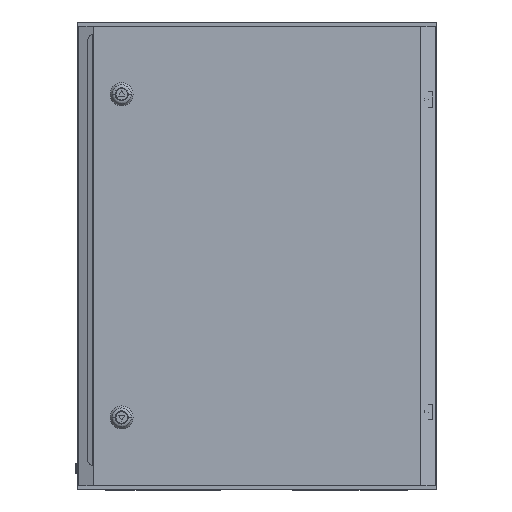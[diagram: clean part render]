
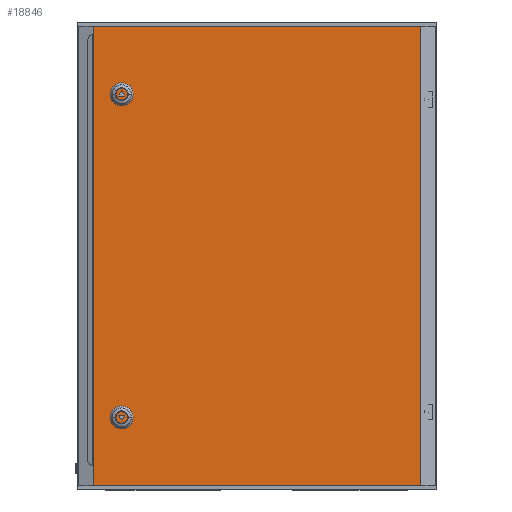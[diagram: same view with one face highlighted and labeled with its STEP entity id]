
A CAD part, top view. The second image highlights one B-rep face of the part: STEP entity #18846.
In plain terms, the highlighted planar face has unit normal (-0.002, 0, 1).
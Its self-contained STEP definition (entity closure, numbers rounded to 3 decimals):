
#295 = CIRCLE ( 'NONE', #15028, 1.5 ) ;
#434 = EDGE_CURVE ( 'NONE', #11081, #7009, #9534, .T. ) ;
#1534 = FACE_BOUND ( 'NONE', #11800, .T. ) ;
#1758 = ORIENTED_EDGE ( 'NONE', *, *, #5306, .F. ) ;
#2209 = DIRECTION ( 'NONE',  ( 0., 0., 1. ) ) ;
#2252 = CARTESIAN_POINT ( 'NONE',  ( -227.921, 320., 0. ) ) ;
#2732 = ORIENTED_EDGE ( 'NONE', *, *, #3390, .F. ) ;
#2868 = ORIENTED_EDGE ( 'NONE', *, *, #13873, .F. ) ;
#3390 = EDGE_CURVE ( 'NONE', #22892, #21706, #11960, .T. ) ;
#3400 = CARTESIAN_POINT ( 'NONE',  ( -227.921, -320., 0. ) ) ;
#3718 = AXIS2_PLACEMENT_3D ( 'NONE', #2252, #15340, #4181 ) ;
#4181 = DIRECTION ( 'NONE',  ( 1., 0., 0. ) ) ;
#4240 = FACE_BOUND ( 'NONE', #7143, .T. ) ;
#5306 = EDGE_CURVE ( 'NONE', #7278, #7009, #15975, .T. ) ;
#5444 = DIRECTION ( 'NONE',  ( -1., 0., 0. ) ) ;
#5531 = DIRECTION ( 'NONE',  ( 0., 0., 1. ) ) ;
#6925 = CARTESIAN_POINT ( 'NONE',  ( -190., -225., 0. ) ) ;
#7009 = VERTEX_POINT ( 'NONE', #19669 ) ;
#7143 = EDGE_LOOP ( 'NONE', ( #20667, #2732 ) ) ;
#7278 = VERTEX_POINT ( 'NONE', #17004 ) ;
#7503 = DIRECTION ( 'NONE',  ( 0., -1., 0. ) ) ;
#8287 = DIRECTION ( 'NONE',  ( 0., 0., 1. ) ) ;
#9286 = CARTESIAN_POINT ( 'NONE',  ( -227.921, 320., 0. ) ) ;
#9534 = LINE ( 'NONE', #21624, #18792 ) ;
#10279 = EDGE_CURVE ( 'NONE', #10528, #11081, #23790, .T. ) ;
#10528 = VERTEX_POINT ( 'NONE', #14448 ) ;
#10918 = FACE_OUTER_BOUND ( 'NONE', #23107, .T. ) ;
#11081 = VERTEX_POINT ( 'NONE', #9286 ) ;
#11194 = EDGE_CURVE ( 'NONE', #21706, #22892, #15375, .T. ) ;
#11441 = CARTESIAN_POINT ( 'NONE',  ( -227.921, 320., 0. ) ) ;
#11587 = CARTESIAN_POINT ( 'NONE',  ( -187., 225., 0. ) ) ;
#11769 = VECTOR ( 'NONE', #7503, 1000. ) ;
#11800 = EDGE_LOOP ( 'NONE', ( #21252, #23629 ) ) ;
#11960 = CIRCLE ( 'NONE', #20140, 1.5 ) ;
#12762 = VERTEX_POINT ( 'NONE', #18605 ) ;
#13437 = CARTESIAN_POINT ( 'NONE',  ( -188.5, -225., 0. ) ) ;
#13472 = PLANE ( 'NONE',  #3718 ) ;
#13873 = EDGE_CURVE ( 'NONE', #10528, #7278, #16713, .T. ) ;
#13940 = AXIS2_PLACEMENT_3D ( 'NONE', #19383, #8287, #21226 ) ;
#13973 = VECTOR ( 'NONE', #15191, 1000. ) ;
#14448 = CARTESIAN_POINT ( 'NONE',  ( 227.921, 320., 0. ) ) ;
#15028 = AXIS2_PLACEMENT_3D ( 'NONE', #16680, #5531, #18525 ) ;
#15191 = DIRECTION ( 'NONE',  ( -1., 0., 0. ) ) ;
#15299 = DIRECTION ( 'NONE',  ( -1., 0., 0. ) ) ;
#15340 = DIRECTION ( 'NONE',  ( 0., 0., 1. ) ) ;
#15375 = CIRCLE ( 'NONE', #20558, 1.5 ) ;
#15696 = EDGE_CURVE ( 'NONE', #12762, #22577, #22349, .T. ) ;
#15853 = CARTESIAN_POINT ( 'NONE',  ( -187., -225., 0. ) ) ;
#15975 = LINE ( 'NONE', #3400, #19716 ) ;
#16207 = DIRECTION ( 'NONE',  ( -1., 0., 0. ) ) ;
#16302 = CARTESIAN_POINT ( 'NONE',  ( -188.5, -225., 0. ) ) ;
#16333 = DIRECTION ( 'NONE',  ( 0., 0., 1. ) ) ;
#16396 = ORIENTED_EDGE ( 'NONE', *, *, #10279, .T. ) ;
#16680 = CARTESIAN_POINT ( 'NONE',  ( -188.5, 225., 0. ) ) ;
#16713 = LINE ( 'NONE', #24097, #11769 ) ;
#17004 = CARTESIAN_POINT ( 'NONE',  ( 227.921, -320., 0. ) ) ;
#17713 = ORIENTED_EDGE ( 'NONE', *, *, #434, .T. ) ;
#18525 = DIRECTION ( 'NONE',  ( 1., 0., 0. ) ) ;
#18605 = CARTESIAN_POINT ( 'NONE',  ( -190., 225., 0. ) ) ;
#18792 = VECTOR ( 'NONE', #21621, 1000. ) ;
#18846 = ADVANCED_FACE ( 'NONE', ( #4240, #1534, #10918 ), #13472, .T. ) ;
#19383 = CARTESIAN_POINT ( 'NONE',  ( -188.5, 225., 0. ) ) ;
#19669 = CARTESIAN_POINT ( 'NONE',  ( -227.921, -320., 0. ) ) ;
#19716 = VECTOR ( 'NONE', #5444, 1000. ) ;
#20140 = AXIS2_PLACEMENT_3D ( 'NONE', #16302, #16333, #16207 ) ;
#20558 = AXIS2_PLACEMENT_3D ( 'NONE', #13437, #2209, #15299 ) ;
#20667 = ORIENTED_EDGE ( 'NONE', *, *, #11194, .F. ) ;
#21226 = DIRECTION ( 'NONE',  ( 1., 0., 0. ) ) ;
#21252 = ORIENTED_EDGE ( 'NONE', *, *, #22997, .F. ) ;
#21621 = DIRECTION ( 'NONE',  ( 0., -1., 0. ) ) ;
#21624 = CARTESIAN_POINT ( 'NONE',  ( -227.921, 320., 0. ) ) ;
#21706 = VERTEX_POINT ( 'NONE', #15853 ) ;
#22349 = CIRCLE ( 'NONE', #13940, 1.5 ) ;
#22577 = VERTEX_POINT ( 'NONE', #11587 ) ;
#22892 = VERTEX_POINT ( 'NONE', #6925 ) ;
#22997 = EDGE_CURVE ( 'NONE', #22577, #12762, #295, .T. ) ;
#23107 = EDGE_LOOP ( 'NONE', ( #1758, #2868, #16396, #17713 ) ) ;
#23629 = ORIENTED_EDGE ( 'NONE', *, *, #15696, .F. ) ;
#23790 = LINE ( 'NONE', #11441, #13973 ) ;
#24097 = CARTESIAN_POINT ( 'NONE',  ( 227.921, 320., 0. ) ) ;
